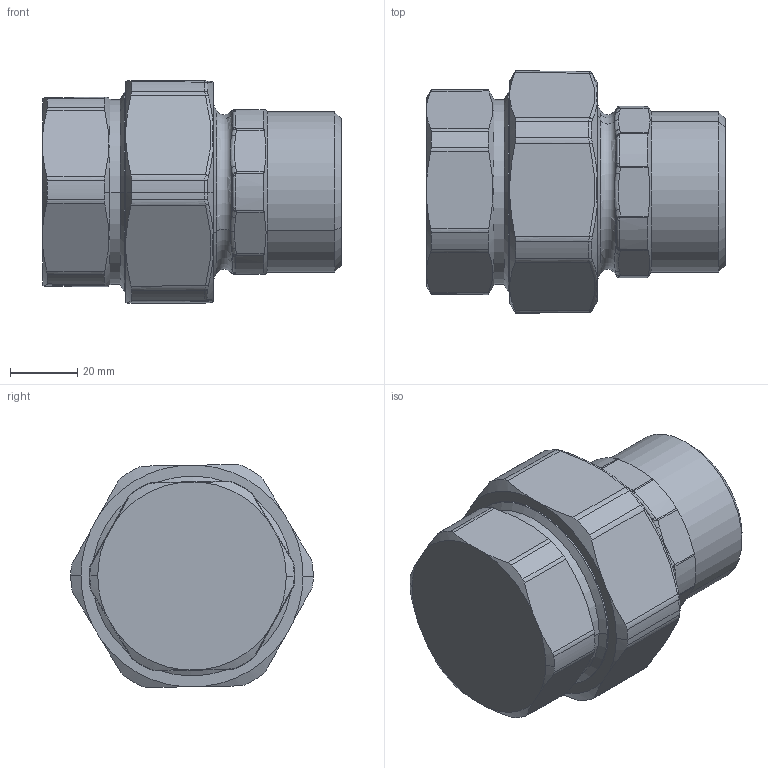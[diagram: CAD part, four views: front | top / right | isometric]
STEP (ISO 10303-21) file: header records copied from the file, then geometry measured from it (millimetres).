
FILE_DESCRIPTION(('CATIA V5 STEP Exchange'),'2;1');
FILE_NAME('STEP_588080_-_TST.stp','2019-11-29T08:07:33+00:00',('none'),('none'),'CATIA Version 5-6 Release 2016 SP4','CATIA V5 STEP AP203','none');
FILE_SCHEMA(('CONFIG_CONTROL_DESIGN'));
Length unit declared in the file: millimetre
Products named in the file (1): 588080 - TST
Bounding box: 88.73 x 71.98 x 66.25 mm (x, y, z)
Volume: 229244 mm3; surface area: 23252.8 mm2
Topology: 1 solids, 1 shells, 576 faces, 1366 edges, 777 vertices
Faces by surface type: cylinder 147, bspline 111, cone 102, plane 85, torus 74, revolution 44, sphere 13
Entity records: 21757 total; most frequent: CARTESIAN_POINT 10229, ORIENTED_EDGE 2682, DIRECTION 1696, EDGE_CURVE 1341, AXIS2_PLACEMENT_3D 901, VERTEX_POINT 777, EDGE_LOOP 586, ADVANCED_FACE 576
